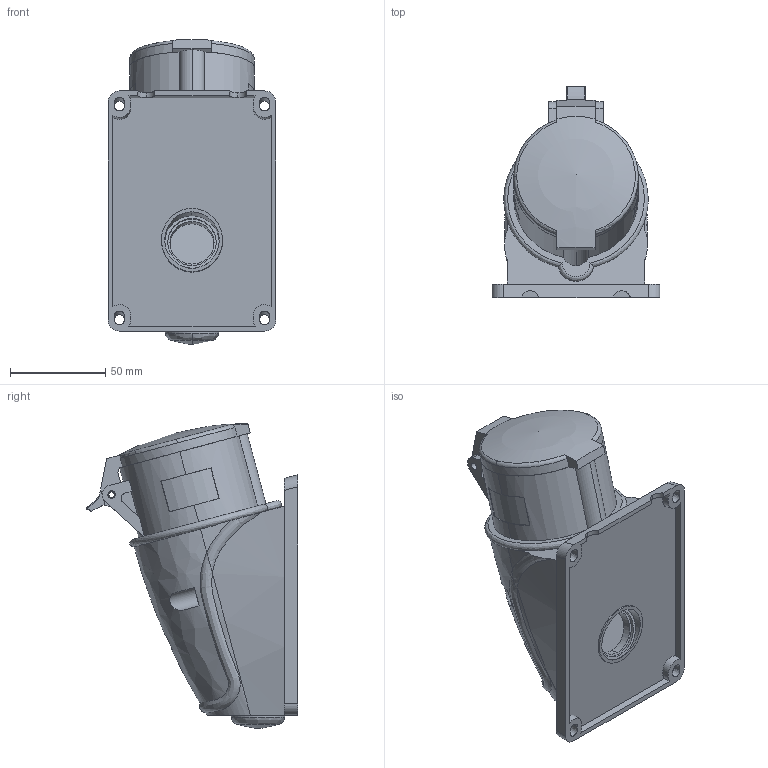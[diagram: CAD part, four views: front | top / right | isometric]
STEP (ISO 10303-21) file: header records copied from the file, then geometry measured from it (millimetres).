
FILE_DESCRIPTION (( 'STEP AP214' ), '1' );
FILE_NAME ('PSN12-016-5 Ðîçåòêà ñòàöèîíàðíàÿ ÑÑÈ-115 16À-6÷_200_346-240_415Â 3Ð+ÐÅ+N IP44 MAGNUM ÈÝÊ1.STEP', '2025-09-15T13:06:50', ( '' ), ( '' ), 'SwSTEP 2.0', 'SolidWorks 2022', '' );
FILE_SCHEMA (( 'AUTOMOTIVE_DESIGN' ));
Length unit declared in the file: millimetre
Products named in the file (1): PSN12-016-5 Розетка стационарная ССИ-115 16А-6ч_200_346-240_415В 3Р+РЕ+N IP44 MAGNUM ИЭК1
Bounding box: 88 x 110.7 x 159.82 mm (x, y, z)
Volume: 256428.6 mm3; surface area: 137529.2 mm2
Topology: 2 solids, 3 shells, 618 faces, 1661 edges, 1099 vertices
Faces by surface type: plane 308, cylinder 198, bspline 78, cone 25, torus 5, sphere 4
Entity records: 29051 total; most frequent: CARTESIAN_POINT 13947, ORIENTED_EDGE 3302, DIRECTION 2901, EDGE_CURVE 1651, VERTEX_POINT 1095, AXIS2_PLACEMENT_3D 1005, VECTOR 891, LINE 891
